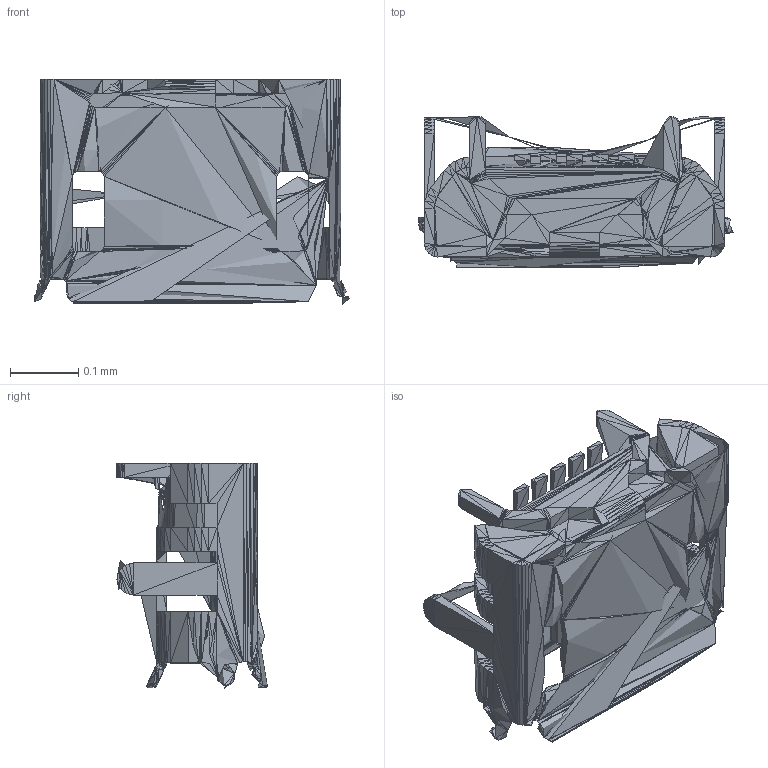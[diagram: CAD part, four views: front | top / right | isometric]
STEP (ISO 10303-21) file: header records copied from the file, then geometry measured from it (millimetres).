
FILE_DESCRIPTION(('FreeCAD Model'),'2;1');
FILE_NAME('Open CASCADE Shape Model','2021-03-26T19:14:31',('Author'),( ''),'Open CASCADE STEP processor 7.4','FreeCAD','Unknown');
FILE_SCHEMA(('AUTOMOTIVE_DESIGN { 1 0 10303 214 1 1 1 1 }'));
Length unit declared in the file: millimetre
Products named in the file (1): untitled001
Bounding box: 0.46 x 0.22 x 0.33 mm (x, y, z)
Topology: 0 solids, 1 shells, 1862 faces, 2797 edges, 880 vertices
Faces by surface type: plane 1862
Entity records: 37370 total; most frequent: DIRECTION 6692, ORIENTED_EDGE 5842, CARTESIAN_POINT 5715, EDGE_CURVE 2972, LINE 2972, VECTOR 2972, AXIS2_PLACEMENT_3D 1860, ADVANCED_FACE 1859
